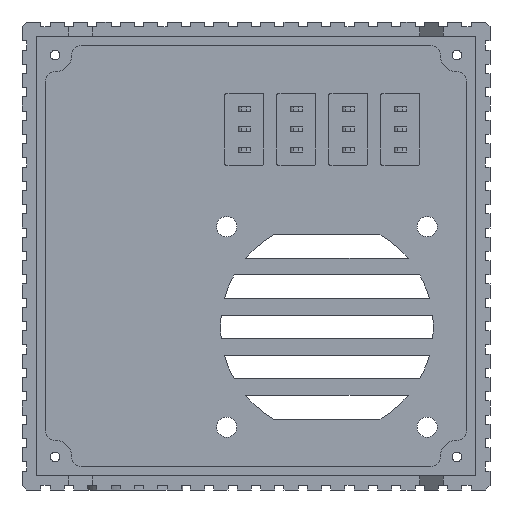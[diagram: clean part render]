
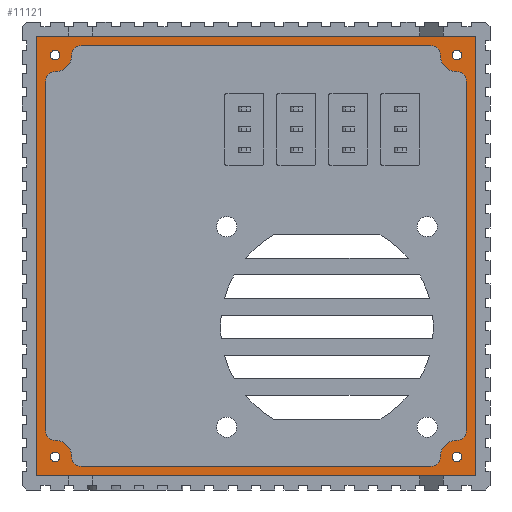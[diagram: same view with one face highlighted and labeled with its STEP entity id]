
A CAD part, front view. The second image highlights one B-rep face of the part: STEP entity #11121.
In plain terms, the highlighted planar face has unit normal (0, -1, 0).
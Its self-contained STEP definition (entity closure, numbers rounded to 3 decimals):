
#473=LINE('',#16111,#1822);
#478=LINE('',#16134,#1827);
#484=LINE('',#16158,#1833);
#490=LINE('',#16182,#1839);
#1480=LINE('',#18217,#2829);
#1481=LINE('',#18219,#2830);
#1482=LINE('',#18221,#2831);
#1483=LINE('',#18222,#2832);
#1822=VECTOR('',#13046,10.);
#1827=VECTOR('',#13071,10.);
#1833=VECTOR('',#13097,10.);
#1839=VECTOR('',#13123,10.);
#2829=VECTOR('',#14841,10.);
#2830=VECTOR('',#14842,10.);
#2831=VECTOR('',#14843,10.);
#2832=VECTOR('',#14844,10.);
#2915=FACE_BOUND('',#4113,.T.);
#2916=FACE_BOUND('',#4114,.T.);
#2917=FACE_BOUND('',#4115,.T.);
#2918=FACE_BOUND('',#4116,.T.);
#2919=FACE_BOUND('',#4117,.T.);
#3481=FACE_OUTER_BOUND('',#4112,.T.);
#4112=EDGE_LOOP('',(#9761,#9762,#9763,#9764));
#4113=EDGE_LOOP('',(#9765,#9766,#9767,#9768,#9769,#9770,#9771,#9772,#9773,
#9774,#9775,#9776,#9777,#9778,#9779,#9780));
#4114=EDGE_LOOP('',(#9781));
#4115=EDGE_LOOP('',(#9782));
#4116=EDGE_LOOP('',(#9783));
#4117=EDGE_LOOP('',(#9784));
#4298=CIRCLE('',#11556,2.);
#4300=CIRCLE('',#11560,2.);
#4301=CIRCLE('',#11562,3.5);
#4304=CIRCLE('',#11566,2.);
#4306=CIRCLE('',#11570,2.);
#4307=CIRCLE('',#11572,3.5);
#4310=CIRCLE('',#11576,2.);
#4312=CIRCLE('',#11580,2.);
#4313=CIRCLE('',#11582,3.5);
#4316=CIRCLE('',#11586,2.);
#4318=CIRCLE('',#11590,2.);
#4319=CIRCLE('',#11592,3.5);
#4344=CIRCLE('',#11952,1.);
#4345=CIRCLE('',#11953,1.);
#4346=CIRCLE('',#11954,1.);
#4347=CIRCLE('',#11955,1.);
#4671=VERTEX_POINT('',#16101);
#4672=VERTEX_POINT('',#16103);
#4674=VERTEX_POINT('',#16109);
#4677=VERTEX_POINT('',#16116);
#4678=VERTEX_POINT('',#16118);
#4681=VERTEX_POINT('',#16128);
#4682=VERTEX_POINT('',#16130);
#4685=VERTEX_POINT('',#16140);
#4686=VERTEX_POINT('',#16142);
#4689=VERTEX_POINT('',#16152);
#4690=VERTEX_POINT('',#16154);
#4693=VERTEX_POINT('',#16164);
#4694=VERTEX_POINT('',#16166);
#4697=VERTEX_POINT('',#16176);
#4698=VERTEX_POINT('',#16178);
#4700=VERTEX_POINT('',#16187);
#5378=VERTEX_POINT('',#18215);
#5379=VERTEX_POINT('',#18216);
#5380=VERTEX_POINT('',#18218);
#5381=VERTEX_POINT('',#18220);
#5382=VERTEX_POINT('',#18223);
#5383=VERTEX_POINT('',#18225);
#5384=VERTEX_POINT('',#18227);
#5385=VERTEX_POINT('',#18229);
#5877=EDGE_CURVE('',#4671,#4672,#4298,.T.);
#5881=EDGE_CURVE('',#4674,#4671,#473,.T.);
#5884=EDGE_CURVE('',#4677,#4678,#4300,.T.);
#5886=EDGE_CURVE('',#4672,#4677,#4301,.T.);
#5890=EDGE_CURVE('',#4681,#4682,#4304,.T.);
#5892=EDGE_CURVE('',#4678,#4681,#478,.T.);
#5896=EDGE_CURVE('',#4685,#4686,#4306,.T.);
#5898=EDGE_CURVE('',#4682,#4685,#4307,.T.);
#5902=EDGE_CURVE('',#4689,#4690,#4310,.T.);
#5904=EDGE_CURVE('',#4686,#4689,#484,.T.);
#5908=EDGE_CURVE('',#4693,#4694,#4312,.T.);
#5910=EDGE_CURVE('',#4690,#4693,#4313,.T.);
#5914=EDGE_CURVE('',#4697,#4698,#4316,.T.);
#5916=EDGE_CURVE('',#4694,#4697,#490,.T.);
#5920=EDGE_CURVE('',#4700,#4674,#4318,.T.);
#5921=EDGE_CURVE('',#4698,#4700,#4319,.T.);
#6933=EDGE_CURVE('',#5378,#5379,#1480,.T.);
#6934=EDGE_CURVE('',#5380,#5378,#1481,.T.);
#6935=EDGE_CURVE('',#5381,#5380,#1482,.T.);
#6936=EDGE_CURVE('',#5379,#5381,#1483,.T.);
#6937=EDGE_CURVE('',#5382,#5382,#4344,.T.);
#6938=EDGE_CURVE('',#5383,#5383,#4345,.T.);
#6939=EDGE_CURVE('',#5384,#5384,#4346,.T.);
#6940=EDGE_CURVE('',#5385,#5385,#4347,.T.);
#9761=ORIENTED_EDGE('',*,*,#6933,.F.);
#9762=ORIENTED_EDGE('',*,*,#6934,.F.);
#9763=ORIENTED_EDGE('',*,*,#6935,.F.);
#9764=ORIENTED_EDGE('',*,*,#6936,.F.);
#9765=ORIENTED_EDGE('',*,*,#5881,.F.);
#9766=ORIENTED_EDGE('',*,*,#5920,.F.);
#9767=ORIENTED_EDGE('',*,*,#5921,.F.);
#9768=ORIENTED_EDGE('',*,*,#5914,.F.);
#9769=ORIENTED_EDGE('',*,*,#5916,.F.);
#9770=ORIENTED_EDGE('',*,*,#5908,.F.);
#9771=ORIENTED_EDGE('',*,*,#5910,.F.);
#9772=ORIENTED_EDGE('',*,*,#5902,.F.);
#9773=ORIENTED_EDGE('',*,*,#5904,.F.);
#9774=ORIENTED_EDGE('',*,*,#5896,.F.);
#9775=ORIENTED_EDGE('',*,*,#5898,.F.);
#9776=ORIENTED_EDGE('',*,*,#5890,.F.);
#9777=ORIENTED_EDGE('',*,*,#5892,.F.);
#9778=ORIENTED_EDGE('',*,*,#5884,.F.);
#9779=ORIENTED_EDGE('',*,*,#5886,.F.);
#9780=ORIENTED_EDGE('',*,*,#5877,.F.);
#9781=ORIENTED_EDGE('',*,*,#6937,.F.);
#9782=ORIENTED_EDGE('',*,*,#6938,.F.);
#9783=ORIENTED_EDGE('',*,*,#6939,.F.);
#9784=ORIENTED_EDGE('',*,*,#6940,.F.);
#10555=PLANE('',#11951);
#11121=ADVANCED_FACE('',(#3481,#2915,#2916,#2917,#2918,#2919),#10555,.F.);
#11556=AXIS2_PLACEMENT_3D('',#16104,#13039,#13040);
#11560=AXIS2_PLACEMENT_3D('',#16119,#13052,#13053);
#11562=AXIS2_PLACEMENT_3D('',#16122,#13057,#13058);
#11566=AXIS2_PLACEMENT_3D('',#16131,#13066,#13067);
#11570=AXIS2_PLACEMENT_3D('',#16143,#13078,#13079);
#11572=AXIS2_PLACEMENT_3D('',#16146,#13083,#13084);
#11576=AXIS2_PLACEMENT_3D('',#16155,#13092,#13093);
#11580=AXIS2_PLACEMENT_3D('',#16167,#13104,#13105);
#11582=AXIS2_PLACEMENT_3D('',#16170,#13109,#13110);
#11586=AXIS2_PLACEMENT_3D('',#16179,#13118,#13119);
#11590=AXIS2_PLACEMENT_3D('',#16189,#13130,#13131);
#11592=AXIS2_PLACEMENT_3D('',#16191,#13134,#13135);
#11951=AXIS2_PLACEMENT_3D('',#18214,#14839,#14840);
#11952=AXIS2_PLACEMENT_3D('',#18224,#14845,#14846);
#11953=AXIS2_PLACEMENT_3D('',#18226,#14847,#14848);
#11954=AXIS2_PLACEMENT_3D('',#18228,#14849,#14850);
#11955=AXIS2_PLACEMENT_3D('',#18230,#14851,#14852);
#13039=DIRECTION('center_axis',(0.,-1.,0.));
#13040=DIRECTION('ref_axis',(-0.707,0.,0.707));
#13046=DIRECTION('',(-1.,0.,0.));
#13052=DIRECTION('center_axis',(0.,-1.,0.));
#13053=DIRECTION('ref_axis',(-0.707,0.,0.707));
#13057=DIRECTION('center_axis',(0.,1.,0.));
#13058=DIRECTION('ref_axis',(-0.571,0.,-0.821));
#13066=DIRECTION('center_axis',(0.,-1.,0.));
#13067=DIRECTION('ref_axis',(-0.707,0.,-0.707));
#13071=DIRECTION('',(0.,0.,-1.));
#13078=DIRECTION('center_axis',(0.,-1.,0.));
#13079=DIRECTION('ref_axis',(-0.707,0.,-0.707));
#13083=DIRECTION('center_axis',(0.,1.,0.));
#13084=DIRECTION('ref_axis',(0.821,0.,-0.571));
#13092=DIRECTION('center_axis',(0.,-1.,0.));
#13093=DIRECTION('ref_axis',(0.707,0.,-0.707));
#13097=DIRECTION('',(1.,0.,0.));
#13104=DIRECTION('center_axis',(0.,-1.,0.));
#13105=DIRECTION('ref_axis',(0.707,0.,-0.707));
#13109=DIRECTION('center_axis',(0.,1.,0.));
#13110=DIRECTION('ref_axis',(0.571,0.,0.821));
#13118=DIRECTION('center_axis',(0.,-1.,0.));
#13119=DIRECTION('ref_axis',(0.707,0.,0.707));
#13123=DIRECTION('',(0.,0.,1.));
#13130=DIRECTION('center_axis',(0.,-1.,0.));
#13131=DIRECTION('ref_axis',(0.707,0.,0.707));
#13134=DIRECTION('center_axis',(0.,1.,0.));
#13135=DIRECTION('ref_axis',(-0.821,0.,0.571));
#14839=DIRECTION('center_axis',(0.,1.,0.));
#14840=DIRECTION('ref_axis',(0.,0.,1.));
#14841=DIRECTION('',(-1.,0.,0.));
#14842=DIRECTION('',(0.,0.,-1.));
#14843=DIRECTION('',(1.,0.,0.));
#14844=DIRECTION('',(0.,0.,1.));
#14845=DIRECTION('center_axis',(0.,-1.,0.));
#14846=DIRECTION('ref_axis',(1.,0.,0.));
#14847=DIRECTION('center_axis',(0.,-1.,0.));
#14848=DIRECTION('ref_axis',(1.,0.,0.));
#14849=DIRECTION('center_axis',(0.,-1.,0.));
#14850=DIRECTION('ref_axis',(1.,0.,0.));
#14851=DIRECTION('center_axis',(0.,-1.,0.));
#14852=DIRECTION('ref_axis',(1.,0.,0.));
#16101=CARTESIAN_POINT('',(-67.,-4.,44.5));
#16103=CARTESIAN_POINT('',(-69.,-4.,42.5));
#16104=CARTESIAN_POINT('Origin',(-67.,-4.,42.5));
#16109=CARTESIAN_POINT('',(7.,-4.,44.5));
#16111=CARTESIAN_POINT('',(-49.814,-4.,44.5));
#16116=CARTESIAN_POINT('',(-72.5,-4.,39.));
#16118=CARTESIAN_POINT('',(-74.5,-4.,37.));
#16119=CARTESIAN_POINT('Origin',(-72.5,-4.,37.));
#16122=CARTESIAN_POINT('Origin',(-72.5,-4.,42.5));
#16128=CARTESIAN_POINT('',(-74.5,-4.,-37.));
#16130=CARTESIAN_POINT('',(-72.5,-4.,-39.));
#16131=CARTESIAN_POINT('Origin',(-72.5,-4.,-37.));
#16134=CARTESIAN_POINT('',(-74.5,-4.,-19.814));
#16140=CARTESIAN_POINT('',(-69.,-4.,-42.5));
#16142=CARTESIAN_POINT('',(-67.,-4.,-44.5));
#16143=CARTESIAN_POINT('Origin',(-67.,-4.,-42.5));
#16146=CARTESIAN_POINT('Origin',(-72.5,-4.,-42.5));
#16152=CARTESIAN_POINT('',(7.,-4.,-44.5));
#16154=CARTESIAN_POINT('',(9.,-4.,-42.5));
#16155=CARTESIAN_POINT('Origin',(7.,-4.,-42.5));
#16158=CARTESIAN_POINT('',(-10.186,-4.,-44.5));
#16164=CARTESIAN_POINT('',(12.5,-4.,-39.));
#16166=CARTESIAN_POINT('',(14.5,-4.,-37.));
#16167=CARTESIAN_POINT('Origin',(12.5,-4.,-37.));
#16170=CARTESIAN_POINT('Origin',(12.5,-4.,-42.5));
#16176=CARTESIAN_POINT('',(14.5,-4.,37.));
#16178=CARTESIAN_POINT('',(12.5,-4.,39.));
#16179=CARTESIAN_POINT('Origin',(12.5,-4.,37.));
#16182=CARTESIAN_POINT('',(14.5,-4.,19.814));
#16187=CARTESIAN_POINT('',(9.,-4.,42.5));
#16189=CARTESIAN_POINT('Origin',(7.,-4.,42.5));
#16191=CARTESIAN_POINT('Origin',(12.5,-4.,42.5));
#18214=CARTESIAN_POINT('Origin',(-56.,-4.,-45.5));
#18215=CARTESIAN_POINT('',(16.5,-4.,-46.5));
#18216=CARTESIAN_POINT('',(-76.5,-4.,-46.5));
#18217=CARTESIAN_POINT('',(16.5,-4.,-46.5));
#18218=CARTESIAN_POINT('',(16.5,-4.,46.5));
#18219=CARTESIAN_POINT('',(16.5,-4.,46.5));
#18220=CARTESIAN_POINT('',(-76.5,-4.,46.5));
#18221=CARTESIAN_POINT('',(-76.5,-4.,46.5));
#18222=CARTESIAN_POINT('',(-76.5,-4.,-46.5));
#18223=CARTESIAN_POINT('',(11.5,-4.,-42.5));
#18224=CARTESIAN_POINT('Origin',(12.5,-4.,-42.5));
#18225=CARTESIAN_POINT('',(-73.5,-4.,42.5));
#18226=CARTESIAN_POINT('Origin',(-72.5,-4.,42.5));
#18227=CARTESIAN_POINT('',(-73.5,-4.,-42.5));
#18228=CARTESIAN_POINT('Origin',(-72.5,-4.,-42.5));
#18229=CARTESIAN_POINT('',(11.5,-4.,42.5));
#18230=CARTESIAN_POINT('Origin',(12.5,-4.,42.5));
